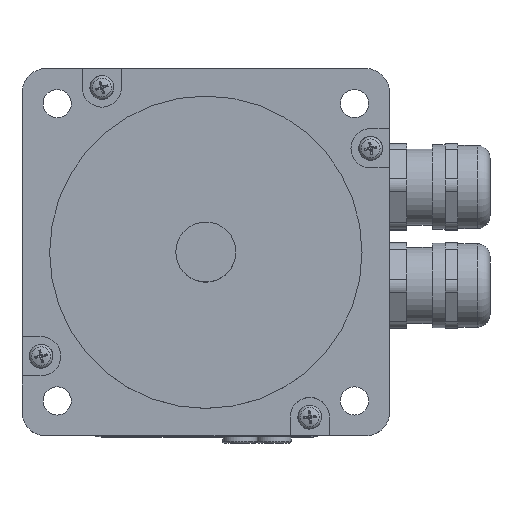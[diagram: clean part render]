
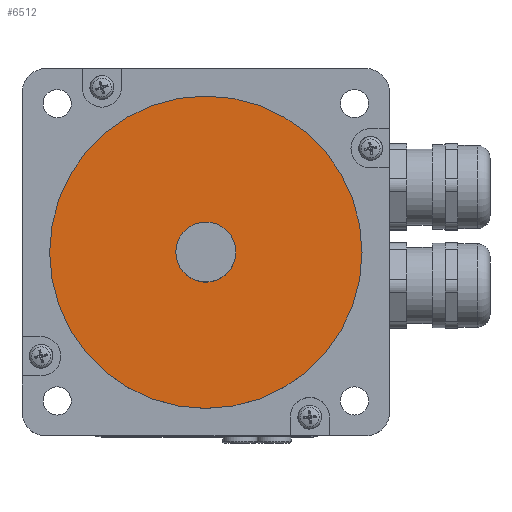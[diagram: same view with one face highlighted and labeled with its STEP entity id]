
A CAD part, top view. The second image highlights one B-rep face of the part: STEP entity #6512.
In plain terms, the highlighted planar face has unit normal (0, 0, 1).
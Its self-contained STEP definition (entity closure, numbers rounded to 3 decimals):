
#84=CARTESIAN_POINT('',(7.,0.,19.6));
#85=VERTEX_POINT('',#84);
#86=CARTESIAN_POINT('',(0.0,0.0,19.6));
#87=DIRECTION('',(0.0,0.0,-1.0));
#88=DIRECTION('',(-1.0,0.0,0.0));
#89=AXIS2_PLACEMENT_3D('',#86,#87,#88);
#90=CIRCLE('',#89,7.);
#91=EDGE_CURVE('',#85,#85,#90,.T.);
#6486=CARTESIAN_POINT('',(36.513,0.,19.6));
#6487=VERTEX_POINT('',#6486);
#6488=CARTESIAN_POINT('',(0.0,0.0,19.6));
#6489=DIRECTION('',(0.0,0.0,-1.0));
#6490=DIRECTION('',(-1.0,0.0,0.0));
#6491=AXIS2_PLACEMENT_3D('',#6488,#6489,#6490);
#6492=CIRCLE('',#6491,36.513);
#6493=EDGE_CURVE('',#6487,#6487,#6492,.T.);
#6501=CARTESIAN_POINT('',(0.0,0.0,19.6));
#6502=DIRECTION('',(0.0,0.0,-1.0));
#6503=DIRECTION('',(-1.0,0.0,0.0));
#6504=AXIS2_PLACEMENT_3D('',#6501,#6502,#6503);
#6505=PLANE('',#6504);
#6506=ORIENTED_EDGE('',*,*,#6493,.F.);
#6507=EDGE_LOOP('',(#6506));
#6508=FACE_OUTER_BOUND('',#6507,.T.);
#6509=ORIENTED_EDGE('',*,*,#91,.T.);
#6510=EDGE_LOOP('',(#6509));
#6511=FACE_BOUND('',#6510,.T.);
#6512=ADVANCED_FACE('',(#6508,#6511),#6505,.F.);
